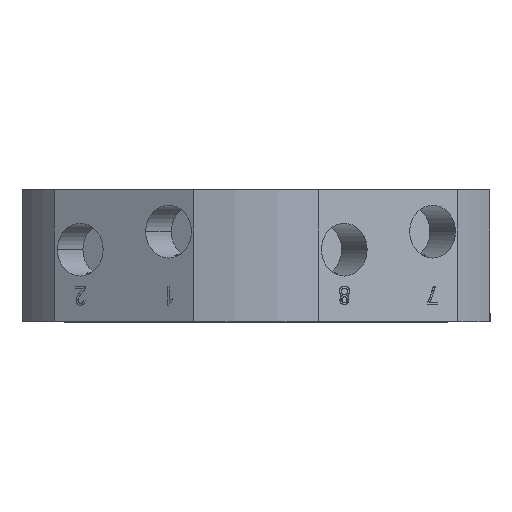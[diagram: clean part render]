
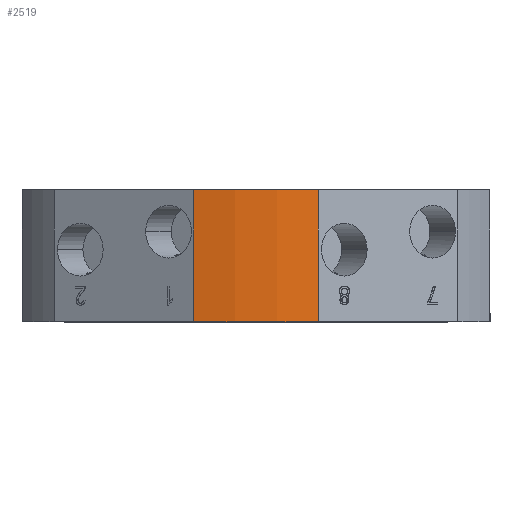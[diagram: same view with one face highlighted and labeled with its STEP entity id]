
A CAD part, left-side view. The second image highlights one B-rep face of the part: STEP entity #2519.
In plain terms, the highlighted cylindrical face has radius 46 mm (diameter 92 mm), a partial arc.
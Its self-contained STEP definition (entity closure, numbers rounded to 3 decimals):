
#9 = EDGE_CURVE ( 'NONE', #3546, #9260, #2410, .T. ) ;
#723 = DIRECTION ( 'NONE',  ( 0., 0., 1. ) ) ;
#758 = ORIENTED_EDGE ( 'NONE', *, *, #7781, .F. ) ;
#776 = EDGE_LOOP ( 'NONE', ( #3399, #758, #8109, #2774 ) ) ;
#797 = FACE_OUTER_BOUND ( 'NONE', #776, .T. ) ;
#992 = CARTESIAN_POINT ( 'NONE',  ( 1.243, 33.267, 56.45 ) ) ;
#1213 = VERTEX_POINT ( 'NONE', #10917 ) ;
#1647 = CARTESIAN_POINT ( 'NONE',  ( 46.056, 43.648, 56.45 ) ) ;
#2410 = LINE ( 'NONE', #3870, #4890 ) ;
#2519 = ADVANCED_FACE ( 'NONE', ( #797 ), #9934, .T. ) ;
#2774 = ORIENTED_EDGE ( 'NONE', *, *, #10980, .T. ) ;
#3399 = ORIENTED_EDGE ( 'NONE', *, *, #9, .F. ) ;
#3537 = CARTESIAN_POINT ( 'NONE',  ( 1.243, 54.029, 78.45 ) ) ;
#3546 = VERTEX_POINT ( 'NONE', #7058 ) ;
#3870 = CARTESIAN_POINT ( 'NONE',  ( 1.243, 54.029, 56.45 ) ) ;
#3983 = DIRECTION ( 'NONE',  ( -1., 0., 0. ) ) ;
#4297 = DIRECTION ( 'NONE',  ( 1., 0., 0. ) ) ;
#4799 = DIRECTION ( 'NONE',  ( 0., 0., 1. ) ) ;
#4869 = DIRECTION ( 'NONE',  ( 0., 0., -1. ) ) ;
#4890 = VECTOR ( 'NONE', #4799, 1000. ) ;
#4944 = CIRCLE ( 'NONE', #4990, 46. ) ;
#4947 = CARTESIAN_POINT ( 'NONE',  ( 46.056, 43.648, 78.45 ) ) ;
#4990 = AXIS2_PLACEMENT_3D ( 'NONE', #11668, #9851, #6264 ) ;
#6044 = VERTEX_POINT ( 'NONE', #992 ) ;
#6183 = CIRCLE ( 'NONE', #9355, 46. ) ;
#6264 = DIRECTION ( 'NONE',  ( -1., 0., 0. ) ) ;
#6348 = DIRECTION ( 'NONE',  ( 0., 0., -1. ) ) ;
#6895 = VECTOR ( 'NONE', #6348, 1000. ) ;
#7058 = CARTESIAN_POINT ( 'NONE',  ( 1.243, 54.029, 56.45 ) ) ;
#7137 = CARTESIAN_POINT ( 'NONE',  ( 1.243, 33.267, 56.45 ) ) ;
#7781 = EDGE_CURVE ( 'NONE', #6044, #3546, #4944, .T. ) ;
#8109 = ORIENTED_EDGE ( 'NONE', *, *, #10467, .F. ) ;
#8133 = AXIS2_PLACEMENT_3D ( 'NONE', #1647, #723, #4297 ) ;
#9260 = VERTEX_POINT ( 'NONE', #3537 ) ;
#9355 = AXIS2_PLACEMENT_3D ( 'NONE', #4947, #4869, #3983 ) ;
#9851 = DIRECTION ( 'NONE',  ( 0., 0., -1. ) ) ;
#9934 = CYLINDRICAL_SURFACE ( 'NONE', #8133, 46. ) ;
#10467 = EDGE_CURVE ( 'NONE', #1213, #6044, #10702, .T. ) ;
#10702 = LINE ( 'NONE', #7137, #6895 ) ;
#10917 = CARTESIAN_POINT ( 'NONE',  ( 1.243, 33.267, 78.45 ) ) ;
#10980 = EDGE_CURVE ( 'NONE', #1213, #9260, #6183, .T. ) ;
#11668 = CARTESIAN_POINT ( 'NONE',  ( 46.056, 43.648, 56.45 ) ) ;
